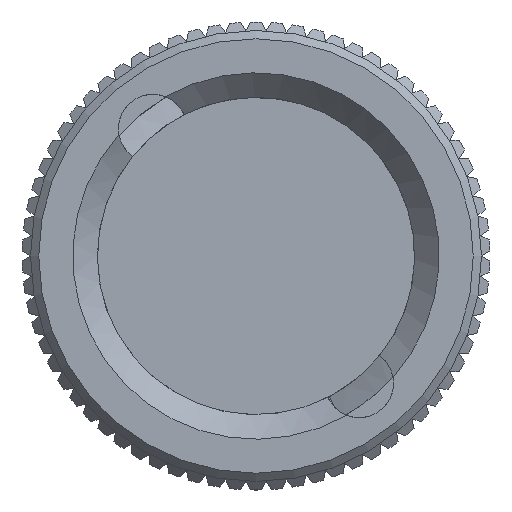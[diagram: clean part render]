
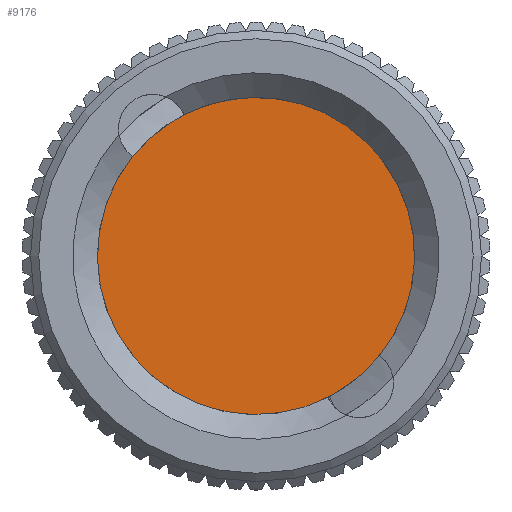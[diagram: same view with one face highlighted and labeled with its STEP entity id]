
A CAD part, left-side view. The second image highlights one B-rep face of the part: STEP entity #9176.
In plain terms, the highlighted planar face has unit normal (-1, 0, 0).
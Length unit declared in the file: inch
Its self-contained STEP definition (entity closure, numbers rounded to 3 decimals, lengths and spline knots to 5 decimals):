
#101 = CARTESIAN_POINT ( 'NONE',  ( 0.36348, 0.22277, 0. ) ) ;
#343 = DIRECTION ( 'NONE',  ( 0., 0., -1. ) ) ;
#673 = FACE_OUTER_BOUND ( 'NONE', #2953, .T. ) ;
#807 = DIRECTION ( 'NONE',  ( 0., 0., -1. ) ) ;
#1084 = DIRECTION ( 'NONE',  ( -1., 0., 0. ) ) ;
#1350 = VERTEX_POINT ( 'NONE', #7189 ) ;
#1653 = EDGE_CURVE ( 'NONE', #1350, #1350, #2651, .T. ) ;
#2264 = PLANE ( 'NONE',  #5814 ) ;
#2651 = CIRCLE ( 'NONE', #6138, 0.1935 ) ;
#2895 = DIRECTION ( 'NONE',  ( 1., 0., 0. ) ) ;
#2953 = EDGE_LOOP ( 'NONE', ( #8137 ) ) ;
#5814 = AXIS2_PLACEMENT_3D ( 'NONE', #101, #2895, #807 ) ;
#6138 = AXIS2_PLACEMENT_3D ( 'NONE', #7500, #1084, #343 ) ;
#7189 = CARTESIAN_POINT ( 'NONE',  ( 0.36348, 0., -0.1935 ) ) ;
#7500 = CARTESIAN_POINT ( 'NONE',  ( 0.36348, 0., 0. ) ) ;
#8137 = ORIENTED_EDGE ( 'NONE', *, *, #1653, .T. ) ;
#9176 = ADVANCED_FACE ( 'NONE', ( #673 ), #2264, .F. ) ;
